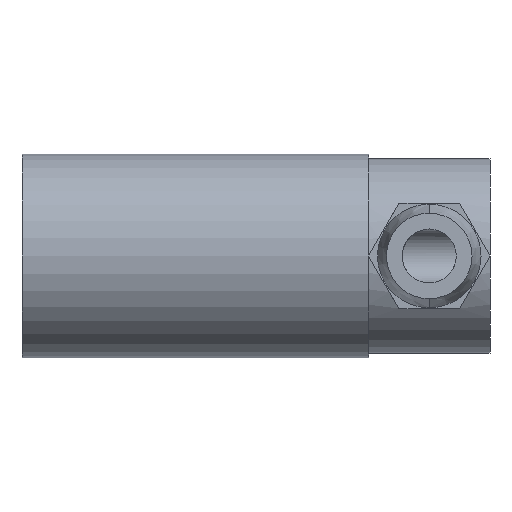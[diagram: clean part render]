
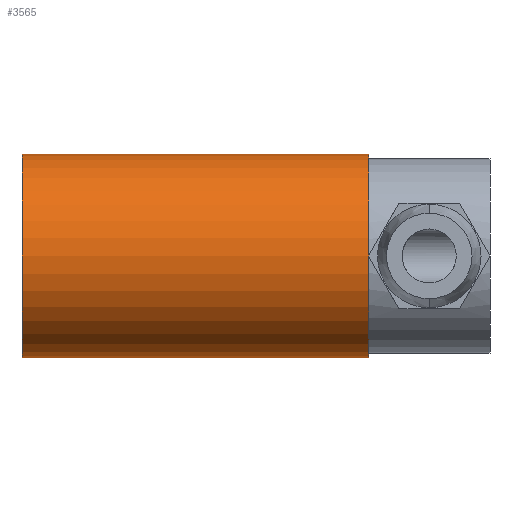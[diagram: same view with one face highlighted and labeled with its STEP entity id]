
A CAD part, front view. The second image highlights one B-rep face of the part: STEP entity #3565.
In plain terms, the highlighted cylindrical face has radius 11.3 mm (diameter 22.6 mm), a partial arc.
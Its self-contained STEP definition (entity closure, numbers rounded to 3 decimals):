
#41 = DIRECTION ( 'NONE',  ( 0., 0., 1. ) ) ;
#124 = LINE ( 'NONE', #4858, #1371 ) ;
#515 = CARTESIAN_POINT ( 'NONE',  ( 38.5, 0., 0. ) ) ;
#1371 = VECTOR ( 'NONE', #5540, 1000. ) ;
#1386 = CARTESIAN_POINT ( 'NONE',  ( 38.5, 0., -11.3 ) ) ;
#1475 = CARTESIAN_POINT ( 'NONE',  ( 0., 0., 11.3 ) ) ;
#1536 = EDGE_LOOP ( 'NONE', ( #2812, #7667, #6969, #7067 ) ) ;
#1881 = EDGE_CURVE ( 'NONE', #5670, #2135, #5868, .T. ) ;
#2135 = VERTEX_POINT ( 'NONE', #1475 ) ;
#2320 = VECTOR ( 'NONE', #7836, 1000. ) ;
#2412 = EDGE_CURVE ( 'NONE', #6449, #7557, #124, .T. ) ;
#2475 = FACE_OUTER_BOUND ( 'NONE', #1536, .T. ) ;
#2632 = CARTESIAN_POINT ( 'NONE',  ( 0., 0., 11.3 ) ) ;
#2812 = ORIENTED_EDGE ( 'NONE', *, *, #2412, .F. ) ;
#3117 = CARTESIAN_POINT ( 'NONE',  ( 0., 0., 0. ) ) ;
#3288 = CARTESIAN_POINT ( 'NONE',  ( 0., 0., 0. ) ) ;
#3565 = ADVANCED_FACE ( 'NONE', ( #2475 ), #5081, .T. ) ;
#3685 = DIRECTION ( 'NONE',  ( 0., 0., 1. ) ) ;
#3716 = CIRCLE ( 'NONE', #4121, 11.3 ) ;
#4121 = AXIS2_PLACEMENT_3D ( 'NONE', #515, #5049, #3685 ) ;
#4740 = CARTESIAN_POINT ( 'NONE',  ( 38.5, 0., 11.3 ) ) ;
#4858 = CARTESIAN_POINT ( 'NONE',  ( 0., 0., -11.3 ) ) ;
#4936 = CIRCLE ( 'NONE', #5475, 11.3 ) ;
#5049 = DIRECTION ( 'NONE',  ( -1., 0., 0. ) ) ;
#5081 = CYLINDRICAL_SURFACE ( 'NONE', #6008, 11.3 ) ;
#5475 = AXIS2_PLACEMENT_3D ( 'NONE', #3117, #6228, #7003 ) ;
#5540 = DIRECTION ( 'NONE',  ( -1., 0., 0. ) ) ;
#5670 = VERTEX_POINT ( 'NONE', #4740 ) ;
#5868 = LINE ( 'NONE', #2632, #2320 ) ;
#6008 = AXIS2_PLACEMENT_3D ( 'NONE', #3288, #7132, #41 ) ;
#6228 = DIRECTION ( 'NONE',  ( -1., 0., 0. ) ) ;
#6449 = VERTEX_POINT ( 'NONE', #1386 ) ;
#6735 = EDGE_CURVE ( 'NONE', #6449, #5670, #3716, .T. ) ;
#6969 = ORIENTED_EDGE ( 'NONE', *, *, #1881, .T. ) ;
#7003 = DIRECTION ( 'NONE',  ( 0., 0., 1. ) ) ;
#7067 = ORIENTED_EDGE ( 'NONE', *, *, #7472, .F. ) ;
#7132 = DIRECTION ( 'NONE',  ( -1., 0., 0. ) ) ;
#7472 = EDGE_CURVE ( 'NONE', #7557, #2135, #4936, .T. ) ;
#7557 = VERTEX_POINT ( 'NONE', #7598 ) ;
#7598 = CARTESIAN_POINT ( 'NONE',  ( 0., 0., -11.3 ) ) ;
#7667 = ORIENTED_EDGE ( 'NONE', *, *, #6735, .T. ) ;
#7836 = DIRECTION ( 'NONE',  ( -1., 0., 0. ) ) ;
